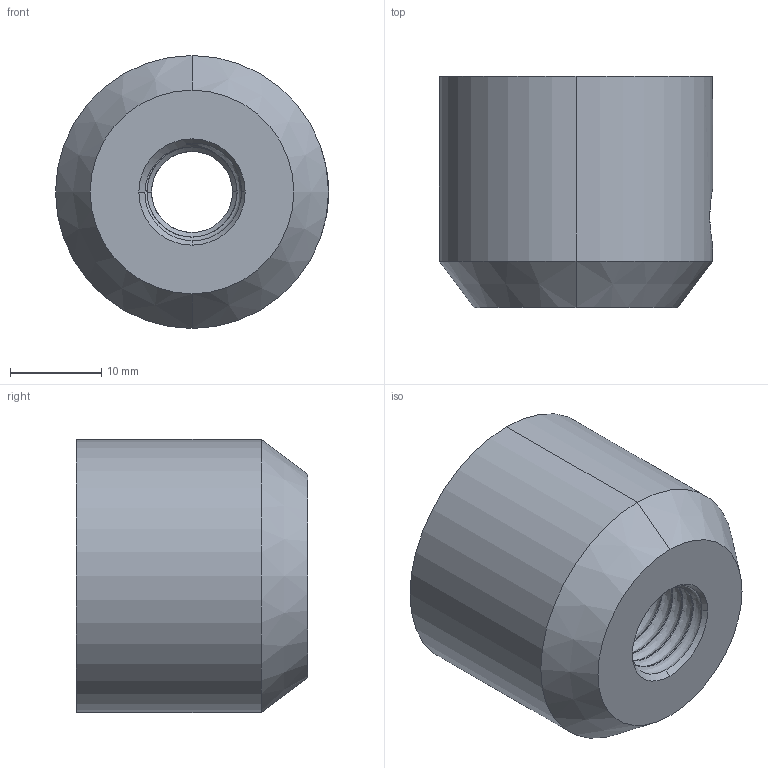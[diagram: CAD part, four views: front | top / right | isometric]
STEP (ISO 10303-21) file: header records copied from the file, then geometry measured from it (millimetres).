
FILE_DESCRIPTION (( 'STEP AP203' ), '1' );
FILE_NAME ('KNOB_BOTTOM_2-mod.STEP', '2025-06-28T19:58:34', ( '' ), ( '' ), 'SwSTEP 2.0', 'SolidWorks 2017', '' );
FILE_SCHEMA (( 'CONFIG_CONTROL_DESIGN' ));
Length unit declared in the file: millimetre
Products named in the file (1): KNOB_BOTTOM_2-mod
Bounding box: 30 x 25.4 x 30 mm (x, y, z)
Volume: 12601.4 mm3; surface area: 5142.2 mm2
Topology: 1 solids, 1 shells, 79 faces, 231 edges, 157 vertices
Faces by surface type: cylinder 40, plane 20, cone 11, bspline 6, sphere 2
Entity records: 5377 total; most frequent: CARTESIAN_POINT 3338, ORIENTED_EDGE 458, DIRECTION 340, EDGE_CURVE 229, VERTEX_POINT 157, AXIS2_PLACEMENT_3D 129, B_SPLINE_CURVE_WITH_KNOTS 92, EDGE_LOOP 88
